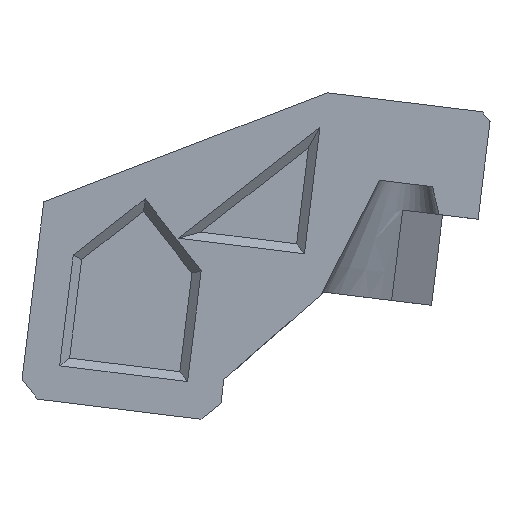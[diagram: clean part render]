
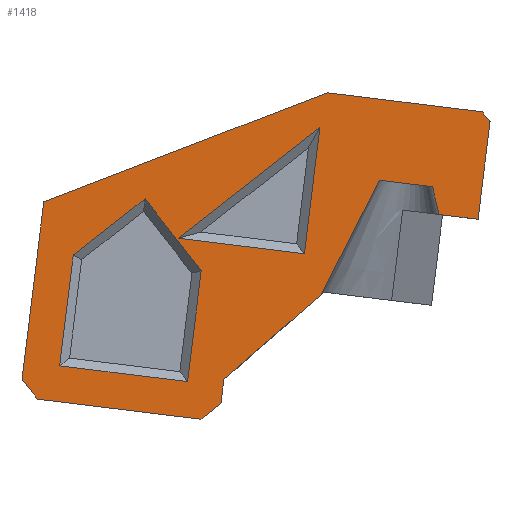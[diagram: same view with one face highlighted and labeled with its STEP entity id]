
A CAD part, left-side view. The second image highlights one B-rep face of the part: STEP entity #1418.
In plain terms, the highlighted planar face has unit normal (-1, 0, 0).
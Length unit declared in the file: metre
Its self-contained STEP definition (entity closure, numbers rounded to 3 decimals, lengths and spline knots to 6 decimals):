
#127=ORIENTED_EDGE('',*,*,#477,.T.);
#128=ORIENTED_EDGE('',*,*,#475,.T.);
#129=ORIENTED_EDGE('',*,*,#474,.T.);
#130=ORIENTED_EDGE('',*,*,#471,.T.);
#131=ORIENTED_EDGE('',*,*,#469,.T.);
#132=ORIENTED_EDGE('',*,*,#467,.T.);
#133=ORIENTED_EDGE('',*,*,#466,.T.);
#134=ORIENTED_EDGE('',*,*,#464,.T.);
#135=ORIENTED_EDGE('',*,*,#492,.F.);
#136=ORIENTED_EDGE('',*,*,#482,.F.);
#137=ORIENTED_EDGE('',*,*,#459,.F.);
#138=ORIENTED_EDGE('',*,*,#479,.F.);
#139=ORIENTED_EDGE('',*,*,#493,.T.);
#140=ORIENTED_EDGE('',*,*,#494,.T.);
#141=ORIENTED_EDGE('',*,*,#495,.T.);
#142=ORIENTED_EDGE('',*,*,#496,.T.);
#143=ORIENTED_EDGE('',*,*,#497,.F.);
#144=ORIENTED_EDGE('',*,*,#498,.F.);
#145=ORIENTED_EDGE('',*,*,#499,.T.);
#146=ORIENTED_EDGE('',*,*,#500,.T.);
#147=ORIENTED_EDGE('',*,*,#501,.T.);
#148=ORIENTED_EDGE('',*,*,#502,.F.);
#459=EDGE_CURVE('',#653,#654,#789,.T.);
#464=EDGE_CURVE('',#656,#657,#793,.T.);
#466=EDGE_CURVE('',#658,#656,#795,.T.);
#467=EDGE_CURVE('',#659,#658,#796,.T.);
#469=EDGE_CURVE('',#660,#659,#798,.T.);
#471=EDGE_CURVE('',#657,#660,#800,.T.);
#474=EDGE_CURVE('',#661,#662,#803,.T.);
#475=EDGE_CURVE('',#663,#661,#804,.T.);
#477=EDGE_CURVE('',#662,#663,#806,.T.);
#479=EDGE_CURVE('',#665,#653,#808,.T.);
#482=EDGE_CURVE('',#654,#667,#810,.T.);
#492=EDGE_CURVE('',#667,#674,#817,.T.);
#493=EDGE_CURVE('',#665,#675,#818,.T.);
#494=EDGE_CURVE('',#675,#676,#819,.T.);
#495=EDGE_CURVE('',#676,#677,#820,.F.);
#496=EDGE_CURVE('',#677,#678,#821,.T.);
#497=EDGE_CURVE('',#679,#678,#822,.T.);
#498=EDGE_CURVE('',#680,#679,#823,.T.);
#499=EDGE_CURVE('',#680,#681,#824,.T.);
#500=EDGE_CURVE('',#681,#682,#825,.T.);
#501=EDGE_CURVE('',#682,#683,#826,.T.);
#502=EDGE_CURVE('',#674,#683,#827,.T.);
#653=VERTEX_POINT('',#2017);
#654=VERTEX_POINT('',#2019);
#656=VERTEX_POINT('',#2025);
#657=VERTEX_POINT('',#2027);
#658=VERTEX_POINT('',#2031);
#659=VERTEX_POINT('',#2035);
#660=VERTEX_POINT('',#2039);
#661=VERTEX_POINT('',#2045);
#662=VERTEX_POINT('',#2047);
#663=VERTEX_POINT('',#2051);
#665=VERTEX_POINT('',#2058);
#667=VERTEX_POINT('',#2066);
#674=VERTEX_POINT('',#2086);
#675=VERTEX_POINT('',#2088);
#676=VERTEX_POINT('',#2090);
#677=VERTEX_POINT('',#2092);
#678=VERTEX_POINT('',#2094);
#679=VERTEX_POINT('',#2096);
#680=VERTEX_POINT('',#2098);
#681=VERTEX_POINT('',#2100);
#682=VERTEX_POINT('',#2102);
#683=VERTEX_POINT('',#2104);
#789=LINE('',#2018,#978);
#793=LINE('',#2028,#982);
#795=LINE('',#2032,#984);
#796=LINE('',#2034,#985);
#798=LINE('',#2038,#987);
#800=LINE('',#2042,#989);
#803=LINE('',#2048,#992);
#804=LINE('',#2050,#993);
#806=LINE('',#2054,#995);
#808=LINE('',#2059,#997);
#810=LINE('',#2065,#999);
#817=LINE('',#2085,#1006);
#818=LINE('',#2087,#1007);
#819=LINE('',#2089,#1008);
#820=LINE('',#2091,#1009);
#821=LINE('',#2093,#1010);
#822=LINE('',#2095,#1011);
#823=LINE('',#2097,#1012);
#824=LINE('',#2099,#1013);
#825=LINE('',#2101,#1014);
#826=LINE('',#2103,#1015);
#827=LINE('',#2105,#1016);
#978=VECTOR('',#1634,1.);
#982=VECTOR('',#1642,1.);
#984=VECTOR('',#1646,1.);
#985=VECTOR('',#1649,1.);
#987=VECTOR('',#1653,1.);
#989=VECTOR('',#1657,1.);
#992=VECTOR('',#1662,1.);
#993=VECTOR('',#1665,1.);
#995=VECTOR('',#1669,1.);
#997=VECTOR('',#1673,1.);
#999=VECTOR('',#1681,1.);
#1006=VECTOR('',#1700,1.);
#1007=VECTOR('',#1701,1.);
#1008=VECTOR('',#1702,1.);
#1009=VECTOR('',#1703,1.);
#1010=VECTOR('',#1704,1.);
#1011=VECTOR('',#1705,1.);
#1012=VECTOR('',#1706,1.);
#1013=VECTOR('',#1707,1.);
#1014=VECTOR('',#1708,1.);
#1015=VECTOR('',#1709,1.);
#1016=VECTOR('',#1710,1.);
#1168=EDGE_LOOP('',(#127,#128,#129));
#1169=EDGE_LOOP('',(#130,#131,#132,#133,#134));
#1170=EDGE_LOOP('',(#135,#136,#137,#138,#139,#140,#141,#142,#143,#144,#145,
#146,#147,#148));
#1255=FACE_BOUND('',#1168,.T.);
#1256=FACE_BOUND('',#1169,.T.);
#1257=FACE_BOUND('',#1170,.T.);
#1339=PLANE('',#1518);
#1418=ADVANCED_FACE('',(#1255,#1256,#1257),#1339,.F.);
#1518=AXIS2_PLACEMENT_3D('',#2084,#1698,#1699);
#1634=DIRECTION('',(0.,0.993,0.122));
#1642=DIRECTION('',(0.,-0.616,-0.788));
#1646=DIRECTION('',(0.,-0.788,0.616));
#1649=DIRECTION('',(0.,-0.122,0.993));
#1653=DIRECTION('',(0.,0.993,0.122));
#1657=DIRECTION('',(0.,0.122,-0.993));
#1662=DIRECTION('',(0.,0.993,0.122));
#1665=DIRECTION('',(0.,0.122,-0.993));
#1669=DIRECTION('',(0.,-0.788,0.616));
#1673=DIRECTION('',(0.,0.225,0.974));
#1681=DIRECTION('',(0.,0.454,-0.891));
#1698=DIRECTION('',(1.,0.,0.));
#1699=DIRECTION('',(0.,1.,0.));
#1700=DIRECTION('',(0.,0.752,-0.659));
#1701=DIRECTION('',(0.,-0.993,-0.122));
#1702=DIRECTION('',(0.,-0.122,0.993));
#1703=DIRECTION('',(0.,-0.616,-0.788));
#1704=DIRECTION('',(0.,0.993,0.122));
#1705=DIRECTION('',(0.,-0.933,0.36));
#1706=DIRECTION('',(0.,-0.122,0.993));
#1707=DIRECTION('',(0.,-0.616,-0.788));
#1708=DIRECTION('',(0.,-0.993,-0.122));
#1709=DIRECTION('',(0.,-0.788,0.616));
#1710=DIRECTION('',(0.,0.122,-0.993));
#2017=CARTESIAN_POINT('',(0.,0.04789,0.029473));
#2018=CARTESIAN_POINT('',(0.,0.049379,0.029656));
#2019=CARTESIAN_POINT('',(0.,0.050868,0.029839));
#2025=CARTESIAN_POINT('',(0.,0.063984,0.028795));
#2027=CARTESIAN_POINT('',(0.,0.060841,0.024773));
#2028=CARTESIAN_POINT('',(0.,0.060969,0.024936));
#2031=CARTESIAN_POINT('',(0.,0.068006,0.025652));
#2032=CARTESIAN_POINT('',(0.,0.064378,0.028487));
#2034=CARTESIAN_POINT('',(0.,0.068031,0.025447));
#2035=CARTESIAN_POINT('',(0.,0.068768,0.019443));
#2038=CARTESIAN_POINT('',(0.,0.068272,0.019382));
#2039=CARTESIAN_POINT('',(0.,0.061604,0.018563));
#2042=CARTESIAN_POINT('',(0.,0.061543,0.019059));
#2045=CARTESIAN_POINT('',(0.,0.055064,0.02572));
#2047=CARTESIAN_POINT('',(0.,0.062131,0.026587));
#2048=CARTESIAN_POINT('',(0.,-0.002293,0.018677));
#2050=CARTESIAN_POINT('',(0.,0.055003,0.026216));
#2051=CARTESIAN_POINT('',(0.,0.054196,0.032787));
#2054=CARTESIAN_POINT('',(0.,0.036449,0.046652));
#2058=CARTESIAN_POINT('',(0.,0.047531,0.027918));
#2059=CARTESIAN_POINT('',(0.,0.04789,0.029473));
#2065=CARTESIAN_POINT('',(0.,0.050868,0.029839));
#2066=CARTESIAN_POINT('',(0.,0.05413,0.023436));
#2084=CARTESIAN_POINT('',(0.,0.,0.));
#2085=CARTESIAN_POINT('',(0.,0.053942,0.0236));
#2086=CARTESIAN_POINT('',(0.,0.059576,0.018669));
#2087=CARTESIAN_POINT('',(0.,-0.002671,0.021754));
#2088=CARTESIAN_POINT('',(0.,0.045343,0.027649));
#2089=CARTESIAN_POINT('',(0.,0.091673,-0.349677));
#2090=CARTESIAN_POINT('',(0.,0.044673,0.033108));
#2091=CARTESIAN_POINT('',(0.,0.044673,0.033108));
#2092=CARTESIAN_POINT('',(0.,0.045108,0.033666));
#2093=CARTESIAN_POINT('',(0.,-0.055635,0.021296));
#2094=CARTESIAN_POINT('',(0.,0.053793,0.034732));
#2095=CARTESIAN_POINT('',(0.,0.018607,0.04829));
#2096=CARTESIAN_POINT('',(0.,0.069656,0.02862));
#2097=CARTESIAN_POINT('',(0.,0.116555,-0.353339));
#2098=CARTESIAN_POINT('',(0.,0.070875,0.018694));
#2099=CARTESIAN_POINT('',(0.,0.070004,0.01758));
#2100=CARTESIAN_POINT('',(0.,0.070004,0.01758));
#2101=CARTESIAN_POINT('',(0.,-0.07317,0.));
#2102=CARTESIAN_POINT('',(0.,0.060855,0.016456));
#2103=CARTESIAN_POINT('',(0.,0.060298,0.016892));
#2104=CARTESIAN_POINT('',(0.,0.059741,0.017327));
#2105=CARTESIAN_POINT('',(0.,60.994534,-496.256741));
